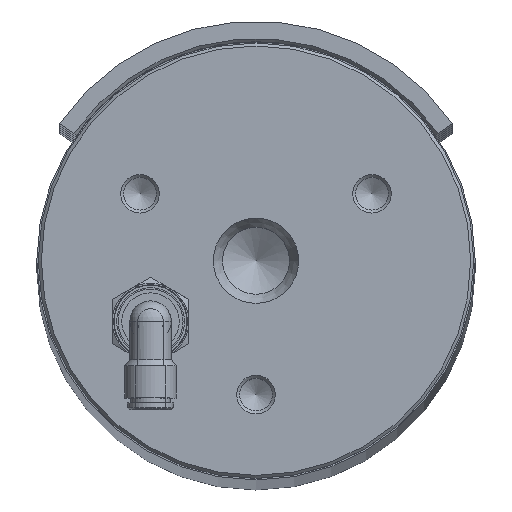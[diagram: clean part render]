
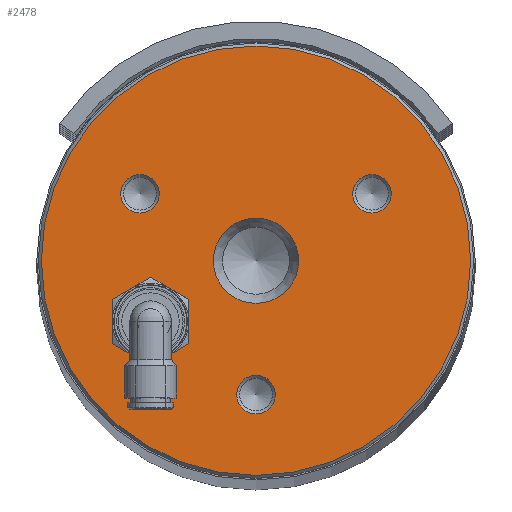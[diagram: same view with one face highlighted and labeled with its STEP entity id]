
A CAD part, top view. The second image highlights one B-rep face of the part: STEP entity #2478.
In plain terms, the highlighted face is planar.
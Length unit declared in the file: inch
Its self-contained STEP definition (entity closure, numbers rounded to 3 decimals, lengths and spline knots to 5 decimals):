
#144 = VERTEX_POINT ( 'NONE', #2473 ) ;
#209 = FACE_BOUND ( 'NONE', #6714, .T. ) ;
#558 = VERTEX_POINT ( 'NONE', #11033 ) ;
#725 = VERTEX_POINT ( 'NONE', #14127 ) ;
#1243 = DIRECTION ( 'NONE',  ( -1., 0., 0. ) ) ;
#1409 = DIRECTION ( 'NONE',  ( 0., 0., -1. ) ) ;
#1497 = DIRECTION ( 'NONE',  ( 0., 0., -1. ) ) ;
#1708 = DIRECTION ( 'NONE',  ( -1., 0., 0. ) ) ;
#2177 = CIRCLE ( 'NONE', #11769, 2.204 ) ;
#2407 = ORIENTED_EDGE ( 'NONE', *, *, #2676, .F. ) ;
#2455 = EDGE_CURVE ( 'NONE', #14494, #14494, #15115, .T. ) ;
#2473 = CARTESIAN_POINT ( 'NONE',  ( -0.32898, 1.25, -1.8775 ) ) ;
#2478 = ADVANCED_FACE ( 'NONE', ( #5186, #5273, #209, #6561, #7852, #9060 ), #6650, .T. ) ;
#2621 = DIRECTION ( 'NONE',  ( -1., 0., 0. ) ) ;
#2626 = DIRECTION ( 'NONE',  ( -1., 0., 0. ) ) ;
#2676 = EDGE_CURVE ( 'NONE', #144, #144, #9379, .T. ) ;
#3386 = DIRECTION ( 'NONE',  ( 0., 0., -1. ) ) ;
#3578 = EDGE_LOOP ( 'NONE', ( #4037 ) ) ;
#3644 = DIRECTION ( 'NONE',  ( 0., 0., -1. ) ) ;
#3672 = AXIS2_PLACEMENT_3D ( 'NONE', #15146, #3386, #2621 ) ;
#3813 = DIRECTION ( 'NONE',  ( -1., 0., 0. ) ) ;
#4037 = ORIENTED_EDGE ( 'NONE', *, *, #9183, .F. ) ;
#5173 = CARTESIAN_POINT ( 'NONE',  ( 0., 0., -1.8775 ) ) ;
#5186 = FACE_BOUND ( 'NONE', #12988, .T. ) ;
#5273 = FACE_BOUND ( 'NONE', #10665, .T. ) ;
#5710 = VERTEX_POINT ( 'NONE', #13695 ) ;
#5799 = AXIS2_PLACEMENT_3D ( 'NONE', #9146, #14388, #2626 ) ;
#6561 = FACE_BOUND ( 'NONE', #8010, .T. ) ;
#6650 = PLANE ( 'NONE',  #14309 ) ;
#6714 = EDGE_LOOP ( 'NONE', ( #10009 ) ) ;
#7196 = CARTESIAN_POINT ( 'NONE',  ( 1.19078, 0.6875, -1.8775 ) ) ;
#7852 = FACE_BOUND ( 'NONE', #3578, .T. ) ;
#7922 = EDGE_CURVE ( 'NONE', #5710, #5710, #13477, .T. ) ;
#8010 = EDGE_LOOP ( 'NONE', ( #2407 ) ) ;
#8462 = VERTEX_POINT ( 'NONE', #9663 ) ;
#9060 = FACE_OUTER_BOUND ( 'NONE', #11395, .T. ) ;
#9146 = CARTESIAN_POINT ( 'NONE',  ( 0., 1.25, -1.8775 ) ) ;
#9183 = EDGE_CURVE ( 'NONE', #8462, #8462, #14872, .T. ) ;
#9379 = CIRCLE ( 'NONE', #5799, 0.32898 ) ;
#9663 = CARTESIAN_POINT ( 'NONE',  ( -0.4375, 0., -1.8775 ) ) ;
#9908 = AXIS2_PLACEMENT_3D ( 'NONE', #11708, #1409, #16951 ) ;
#10009 = ORIENTED_EDGE ( 'NONE', *, *, #2455, .F. ) ;
#10431 = CARTESIAN_POINT ( 'NONE',  ( 2.25, -8.31545, -1.8775 ) ) ;
#10665 = EDGE_LOOP ( 'NONE', ( #11293 ) ) ;
#11033 = CARTESIAN_POINT ( 'NONE',  ( -0.19783, -1.375, -1.8775 ) ) ;
#11293 = ORIENTED_EDGE ( 'NONE', *, *, #7922, .F. ) ;
#11395 = EDGE_LOOP ( 'NONE', ( #11947 ) ) ;
#11400 = DIRECTION ( 'NONE',  ( 0., 0., -1. ) ) ;
#11644 = CARTESIAN_POINT ( 'NONE',  ( -1.38862, 0.6875, -1.8775 ) ) ;
#11708 = CARTESIAN_POINT ( 'NONE',  ( -1.19078, 0.6875, -1.8775 ) ) ;
#11769 = AXIS2_PLACEMENT_3D ( 'NONE', #15703, #11400, #14163 ) ;
#11947 = ORIENTED_EDGE ( 'NONE', *, *, #16418, .T. ) ;
#12376 = AXIS2_PLACEMENT_3D ( 'NONE', #7196, #13641, #1708 ) ;
#12988 = EDGE_LOOP ( 'NONE', ( #16535 ) ) ;
#13477 = CIRCLE ( 'NONE', #12376, 0.19783 ) ;
#13641 = DIRECTION ( 'NONE',  ( 0., 0., -1. ) ) ;
#13695 = CARTESIAN_POINT ( 'NONE',  ( 0.99295, 0.6875, -1.8775 ) ) ;
#13766 = AXIS2_PLACEMENT_3D ( 'NONE', #5173, #3644, #3813 ) ;
#13779 = EDGE_CURVE ( 'NONE', #558, #558, #14374, .T. ) ;
#14127 = CARTESIAN_POINT ( 'NONE',  ( -2.204, 0., -1.8775 ) ) ;
#14163 = DIRECTION ( 'NONE',  ( -1., 0., 0. ) ) ;
#14309 = AXIS2_PLACEMENT_3D ( 'NONE', #10431, #1497, #1243 ) ;
#14374 = CIRCLE ( 'NONE', #3672, 0.19783 ) ;
#14388 = DIRECTION ( 'NONE',  ( 0., 0., -1. ) ) ;
#14494 = VERTEX_POINT ( 'NONE', #11644 ) ;
#14872 = CIRCLE ( 'NONE', #13766, 0.4375 ) ;
#15115 = CIRCLE ( 'NONE', #9908, 0.19783 ) ;
#15146 = CARTESIAN_POINT ( 'NONE',  ( 0., -1.375, -1.8775 ) ) ;
#15703 = CARTESIAN_POINT ( 'NONE',  ( 0., 0., -1.8775 ) ) ;
#16418 = EDGE_CURVE ( 'NONE', #725, #725, #2177, .T. ) ;
#16535 = ORIENTED_EDGE ( 'NONE', *, *, #13779, .F. ) ;
#16951 = DIRECTION ( 'NONE',  ( -1., 0., 0. ) ) ;
